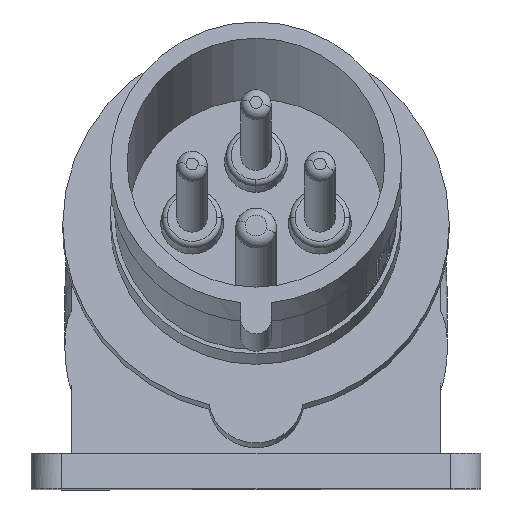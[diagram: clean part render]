
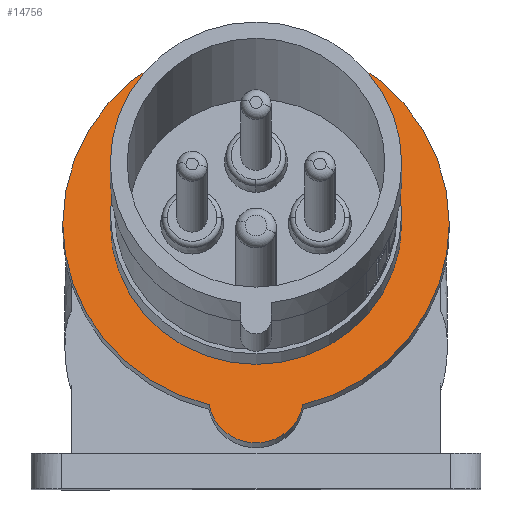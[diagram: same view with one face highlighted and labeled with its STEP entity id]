
A CAD part, top view. The second image highlights one B-rep face of the part: STEP entity #14756.
In plain terms, the highlighted planar face has unit normal (0, 0.259, 0.966).
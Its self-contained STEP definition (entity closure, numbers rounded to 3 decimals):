
#2245 = VERTEX_POINT ( 'NONE', #24457 ) ;
#3509 = CARTESIAN_POINT ( 'NONE',  ( -172.396, -146.731, -61.691 ) ) ;
#4156 = VERTEX_POINT ( 'NONE', #6271 ) ;
#4781 = CIRCLE ( 'NONE', #15957, 9.3 ) ;
#5229 = VERTEX_POINT ( 'NONE', #5425 ) ;
#5313 = EDGE_CURVE ( 'NONE', #14672, #2245, #11884, .T. ) ;
#5425 = CARTESIAN_POINT ( 'NONE',  ( -200.896, -112.827, -70.776 ) ) ;
#5593 = DIRECTION ( 'NONE',  ( 1., 0., 0. ) ) ;
#6271 = CARTESIAN_POINT ( 'NONE',  ( -181.562, -148.249, -61.284 ) ) ;
#6717 = CARTESIAN_POINT ( 'NONE',  ( -172.396, -112.827, -70.776 ) ) ;
#6868 = EDGE_CURVE ( 'NONE', #5229, #10404, #21270, .T. ) ;
#7084 = ORIENTED_EDGE ( 'NONE', *, *, #6868, .T. ) ;
#7356 = ORIENTED_EDGE ( 'NONE', *, *, #11293, .F. ) ;
#8777 = DIRECTION ( 'NONE',  ( -1., 0., 0. ) ) ;
#8891 = AXIS2_PLACEMENT_3D ( 'NONE', #21596, #21561, #21544 ) ;
#9250 = CARTESIAN_POINT ( 'NONE',  ( -172.396, -112.827, -70.776 ) ) ;
#9495 = EDGE_CURVE ( 'NONE', #16794, #14672, #14937, .T. ) ;
#9504 = ORIENTED_EDGE ( 'NONE', *, *, #24284, .T. ) ;
#10404 = VERTEX_POINT ( 'NONE', #16297 ) ;
#11145 = DIRECTION ( 'NONE',  ( -1., 0., 0. ) ) ;
#11229 = DIRECTION ( 'NONE',  ( 0., -0.259, -0.966 ) ) ;
#11264 = CARTESIAN_POINT ( 'NONE',  ( -172.396, -112.827, -70.776 ) ) ;
#11293 = EDGE_CURVE ( 'NONE', #4156, #16794, #22382, .T. ) ;
#11306 = DIRECTION ( 'NONE',  ( -1., 0., 0. ) ) ;
#11444 = AXIS2_PLACEMENT_3D ( 'NONE', #22972, #22967, #22905 ) ;
#11671 = EDGE_LOOP ( 'NONE', ( #7084, #9504 ) ) ;
#11884 = CIRCLE ( 'NONE', #11444, 37.8 ) ;
#11953 = PLANE ( 'NONE',  #23935 ) ;
#14030 = DIRECTION ( 'NONE',  ( 1., 0., 0. ) ) ;
#14672 = VERTEX_POINT ( 'NONE', #24121 ) ;
#14756 = ADVANCED_FACE ( 'NONE', ( #22282, #22921 ), #11953, .T. ) ;
#14808 = AXIS2_PLACEMENT_3D ( 'NONE', #11264, #11229, #11145 ) ;
#14937 = CIRCLE ( 'NONE', #14808, 37.8 ) ;
#15221 = EDGE_CURVE ( 'NONE', #4156, #2245, #4781, .T. ) ;
#15957 = AXIS2_PLACEMENT_3D ( 'NONE', #3509, #17981, #5593 ) ;
#16297 = CARTESIAN_POINT ( 'NONE',  ( -143.896, -112.827, -70.776 ) ) ;
#16366 = CIRCLE ( 'NONE', #22729, 28.5 ) ;
#16794 = VERTEX_POINT ( 'NONE', #24308 ) ;
#17981 = DIRECTION ( 'NONE',  ( 0., 0.259, 0.966 ) ) ;
#18153 = ORIENTED_EDGE ( 'NONE', *, *, #9495, .F. ) ;
#18718 = AXIS2_PLACEMENT_3D ( 'NONE', #9250, #23744, #11306 ) ;
#20250 = CARTESIAN_POINT ( 'NONE',  ( -172.396, -85.298, -78.152 ) ) ;
#21202 = DIRECTION ( 'NONE',  ( 0., -0.259, -0.966 ) ) ;
#21270 = CIRCLE ( 'NONE', #8891, 28.5 ) ;
#21544 = DIRECTION ( 'NONE',  ( -1., 0., 0. ) ) ;
#21561 = DIRECTION ( 'NONE',  ( 0., -0.259, -0.966 ) ) ;
#21596 = CARTESIAN_POINT ( 'NONE',  ( -172.396, -112.827, -70.776 ) ) ;
#21620 = EDGE_LOOP ( 'NONE', ( #7356, #23180, #22227, #18153 ) ) ;
#22227 = ORIENTED_EDGE ( 'NONE', *, *, #5313, .F. ) ;
#22282 = FACE_OUTER_BOUND ( 'NONE', #21620, .T. ) ;
#22382 = CIRCLE ( 'NONE', #18718, 37.8 ) ;
#22729 = AXIS2_PLACEMENT_3D ( 'NONE', #6717, #21202, #8777 ) ;
#22905 = DIRECTION ( 'NONE',  ( -1., 0., 0. ) ) ;
#22921 = FACE_BOUND ( 'NONE', #11671, .T. ) ;
#22967 = DIRECTION ( 'NONE',  ( 0., -0.259, -0.966 ) ) ;
#22972 = CARTESIAN_POINT ( 'NONE',  ( -172.396, -112.827, -70.776 ) ) ;
#23180 = ORIENTED_EDGE ( 'NONE', *, *, #15221, .T. ) ;
#23744 = DIRECTION ( 'NONE',  ( 0., -0.259, -0.966 ) ) ;
#23935 = AXIS2_PLACEMENT_3D ( 'NONE', #20250, #26469, #14030 ) ;
#24121 = CARTESIAN_POINT ( 'NONE',  ( -134.596, -112.827, -70.776 ) ) ;
#24284 = EDGE_CURVE ( 'NONE', #10404, #5229, #16366, .T. ) ;
#24308 = CARTESIAN_POINT ( 'NONE',  ( -210.196, -112.827, -70.776 ) ) ;
#24457 = CARTESIAN_POINT ( 'NONE',  ( -163.23, -148.249, -61.284 ) ) ;
#26469 = DIRECTION ( 'NONE',  ( 0., 0.259, 0.966 ) ) ;
